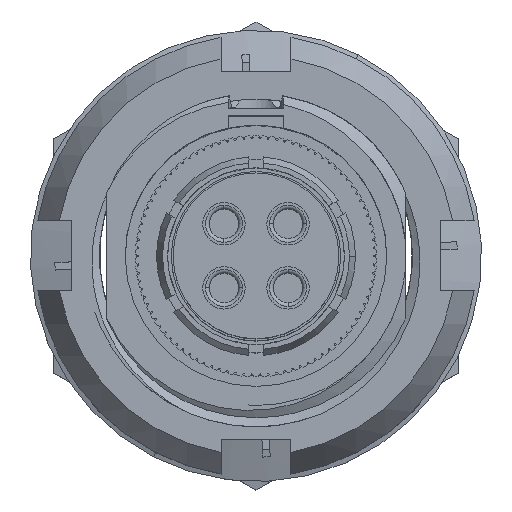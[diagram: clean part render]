
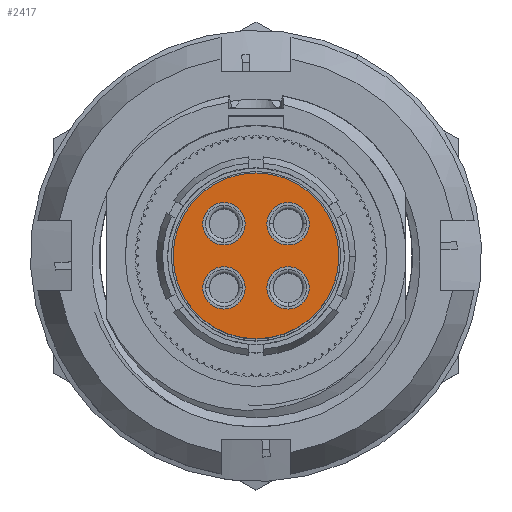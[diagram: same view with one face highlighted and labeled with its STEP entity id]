
A CAD part, top view. The second image highlights one B-rep face of the part: STEP entity #2417.
In plain terms, the highlighted face is planar.
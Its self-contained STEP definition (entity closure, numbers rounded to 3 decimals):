
#442 = DIRECTION ( 'NONE',  ( 0., 0., -1. ) ) ;
#1534 = VERTEX_POINT ( 'NONE', #73222 ) ;
#2417 = ADVANCED_FACE ( 'NONE', ( #15844, #42837, #39557, #64294, #65410 ), #57614, .T. ) ;
#3270 = EDGE_LOOP ( 'NONE', ( #10446, #73726 ) ) ;
#4746 = DIRECTION ( 'NONE',  ( 0., 1., 0. ) ) ;
#6019 = VERTEX_POINT ( 'NONE', #54888 ) ;
#6032 = EDGE_CURVE ( 'NONE', #1534, #79067, #44321, .T. ) ;
#6532 = DIRECTION ( 'NONE',  ( 0., 0., -1. ) ) ;
#7039 = DIRECTION ( 'NONE',  ( -1., 0., 0. ) ) ;
#7220 = CARTESIAN_POINT ( 'NONE',  ( 0.87, 13.5, -0.87 ) ) ;
#7944 = CARTESIAN_POINT ( 'NONE',  ( -0.87, 13.5, 0.87 ) ) ;
#9579 = DIRECTION ( 'NONE',  ( 0., 0., -1. ) ) ;
#9802 = AXIS2_PLACEMENT_3D ( 'NONE', #7220, #89332, #27979 ) ;
#10446 = ORIENTED_EDGE ( 'NONE', *, *, #37203, .F. ) ;
#10454 = EDGE_CURVE ( 'NONE', #38473, #16059, #38898, .T. ) ;
#11167 = ORIENTED_EDGE ( 'NONE', *, *, #25434, .F. ) ;
#11881 = CARTESIAN_POINT ( 'NONE',  ( -0.87, 13.5, 0.87 ) ) ;
#13039 = CIRCLE ( 'NONE', #13469, 0.575 ) ;
#13469 = AXIS2_PLACEMENT_3D ( 'NONE', #82797, #83712, #48548 ) ;
#15844 = FACE_BOUND ( 'NONE', #3270, .T. ) ;
#16059 = VERTEX_POINT ( 'NONE', #84948 ) ;
#16377 = DIRECTION ( 'NONE',  ( 0., 0., 1. ) ) ;
#17127 = EDGE_CURVE ( 'NONE', #63657, #6019, #32055, .T. ) ;
#18257 = CARTESIAN_POINT ( 'NONE',  ( 0.87, 13.5, 0.87 ) ) ;
#18390 = EDGE_CURVE ( 'NONE', #79067, #1534, #21171, .T. ) ;
#19705 = AXIS2_PLACEMENT_3D ( 'NONE', #65126, #43803, #16377 ) ;
#19848 = CIRCLE ( 'NONE', #9802, 0.575 ) ;
#20068 = CARTESIAN_POINT ( 'NONE',  ( 0., 13.5, 0. ) ) ;
#21171 = CIRCLE ( 'NONE', #77705, 0.575 ) ;
#24266 = VERTEX_POINT ( 'NONE', #41485 ) ;
#24839 = EDGE_LOOP ( 'NONE', ( #11167, #84187 ) ) ;
#24896 = CARTESIAN_POINT ( 'NONE',  ( 0.87, 13.5, 0.295 ) ) ;
#25434 = EDGE_CURVE ( 'NONE', #81706, #24266, #76765, .T. ) ;
#26659 = CARTESIAN_POINT ( 'NONE',  ( 0., 13.5, -2.25 ) ) ;
#27289 = ORIENTED_EDGE ( 'NONE', *, *, #85138, .F. ) ;
#27979 = DIRECTION ( 'NONE',  ( 1., 0., 0. ) ) ;
#32055 = CIRCLE ( 'NONE', #35988, 0.575 ) ;
#32963 = DIRECTION ( 'NONE',  ( 0., 1., 0. ) ) ;
#34720 = CIRCLE ( 'NONE', #54197, 2.25 ) ;
#35988 = AXIS2_PLACEMENT_3D ( 'NONE', #39074, #46524, #66676 ) ;
#37203 = EDGE_CURVE ( 'NONE', #6019, #63657, #19848, .T. ) ;
#38473 = VERTEX_POINT ( 'NONE', #24896 ) ;
#38898 = CIRCLE ( 'NONE', #79552, 0.575 ) ;
#39074 = CARTESIAN_POINT ( 'NONE',  ( 0.87, 13.5, -0.87 ) ) ;
#39557 = FACE_BOUND ( 'NONE', #24839, .T. ) ;
#40051 = AXIS2_PLACEMENT_3D ( 'NONE', #75943, #41710, #442 ) ;
#41485 = CARTESIAN_POINT ( 'NONE',  ( -0.295, 13.5, 0.87 ) ) ;
#41710 = DIRECTION ( 'NONE',  ( 0., 1., 0. ) ) ;
#42837 = FACE_BOUND ( 'NONE', #73949, .T. ) ;
#43803 = DIRECTION ( 'NONE',  ( 0., 1., 0. ) ) ;
#44321 = CIRCLE ( 'NONE', #40051, 0.575 ) ;
#45387 = EDGE_CURVE ( 'NONE', #16059, #38473, #13039, .T. ) ;
#46103 = EDGE_LOOP ( 'NONE', ( #27289, #76472 ) ) ;
#46406 = EDGE_LOOP ( 'NONE', ( #54218, #61854 ) ) ;
#46524 = DIRECTION ( 'NONE',  ( 0., 1., 0. ) ) ;
#48548 = DIRECTION ( 'NONE',  ( 0., 0., 1. ) ) ;
#50095 = CIRCLE ( 'NONE', #69255, 2.25 ) ;
#50656 = CIRCLE ( 'NONE', #56057, 0.575 ) ;
#50799 = DIRECTION ( 'NONE',  ( 0., 1., 0. ) ) ;
#52854 = DIRECTION ( 'NONE',  ( 0., 0., 1. ) ) ;
#54197 = AXIS2_PLACEMENT_3D ( 'NONE', #20068, #61272, #6532 ) ;
#54218 = ORIENTED_EDGE ( 'NONE', *, *, #45387, .F. ) ;
#54888 = CARTESIAN_POINT ( 'NONE',  ( 1.445, 13.5, -0.87 ) ) ;
#56057 = AXIS2_PLACEMENT_3D ( 'NONE', #7944, #62998, #7039 ) ;
#57614 = PLANE ( 'NONE',  #19705 ) ;
#58107 = EDGE_CURVE ( 'NONE', #70817, #84166, #34720, .T. ) ;
#58782 = DIRECTION ( 'NONE',  ( 0., 0., -1. ) ) ;
#61272 = DIRECTION ( 'NONE',  ( 0., -1., 0. ) ) ;
#61854 = ORIENTED_EDGE ( 'NONE', *, *, #10454, .F. ) ;
#62344 = EDGE_CURVE ( 'NONE', #24266, #81706, #50656, .T. ) ;
#62998 = DIRECTION ( 'NONE',  ( 0., 1., 0. ) ) ;
#63657 = VERTEX_POINT ( 'NONE', #68622 ) ;
#64088 = CARTESIAN_POINT ( 'NONE',  ( -0.87, 13.5, -1.445 ) ) ;
#64294 = FACE_BOUND ( 'NONE', #46406, .T. ) ;
#65108 = DIRECTION ( 'NONE',  ( 0., -1., 0. ) ) ;
#65126 = CARTESIAN_POINT ( 'NONE',  ( 0., 13.5, 0. ) ) ;
#65410 = FACE_OUTER_BOUND ( 'NONE', #46103, .T. ) ;
#66676 = DIRECTION ( 'NONE',  ( 1., 0., 0. ) ) ;
#67829 = DIRECTION ( 'NONE',  ( -1., 0., 0. ) ) ;
#68066 = AXIS2_PLACEMENT_3D ( 'NONE', #11881, #32963, #67829 ) ;
#68622 = CARTESIAN_POINT ( 'NONE',  ( 0.295, 13.5, -0.87 ) ) ;
#69255 = AXIS2_PLACEMENT_3D ( 'NONE', #72308, #65108, #58782 ) ;
#70245 = ORIENTED_EDGE ( 'NONE', *, *, #6032, .F. ) ;
#70817 = VERTEX_POINT ( 'NONE', #78837 ) ;
#72308 = CARTESIAN_POINT ( 'NONE',  ( 0., 13.5, 0. ) ) ;
#73222 = CARTESIAN_POINT ( 'NONE',  ( -0.87, 13.5, -0.295 ) ) ;
#73726 = ORIENTED_EDGE ( 'NONE', *, *, #17127, .F. ) ;
#73949 = EDGE_LOOP ( 'NONE', ( #76797, #70245 ) ) ;
#75943 = CARTESIAN_POINT ( 'NONE',  ( -0.87, 13.5, -0.87 ) ) ;
#76472 = ORIENTED_EDGE ( 'NONE', *, *, #58107, .F. ) ;
#76765 = CIRCLE ( 'NONE', #68066, 0.575 ) ;
#76797 = ORIENTED_EDGE ( 'NONE', *, *, #18390, .F. ) ;
#77641 = CARTESIAN_POINT ( 'NONE',  ( -1.445, 13.5, 0.87 ) ) ;
#77705 = AXIS2_PLACEMENT_3D ( 'NONE', #84494, #50799, #9579 ) ;
#78837 = CARTESIAN_POINT ( 'NONE',  ( 0., 13.5, 2.25 ) ) ;
#79067 = VERTEX_POINT ( 'NONE', #64088 ) ;
#79552 = AXIS2_PLACEMENT_3D ( 'NONE', #18257, #4746, #52854 ) ;
#81706 = VERTEX_POINT ( 'NONE', #77641 ) ;
#82797 = CARTESIAN_POINT ( 'NONE',  ( 0.87, 13.5, 0.87 ) ) ;
#83712 = DIRECTION ( 'NONE',  ( 0., 1., 0. ) ) ;
#84166 = VERTEX_POINT ( 'NONE', #26659 ) ;
#84187 = ORIENTED_EDGE ( 'NONE', *, *, #62344, .F. ) ;
#84494 = CARTESIAN_POINT ( 'NONE',  ( -0.87, 13.5, -0.87 ) ) ;
#84948 = CARTESIAN_POINT ( 'NONE',  ( 0.87, 13.5, 1.445 ) ) ;
#85138 = EDGE_CURVE ( 'NONE', #84166, #70817, #50095, .T. ) ;
#89332 = DIRECTION ( 'NONE',  ( 0., 1., 0. ) ) ;
